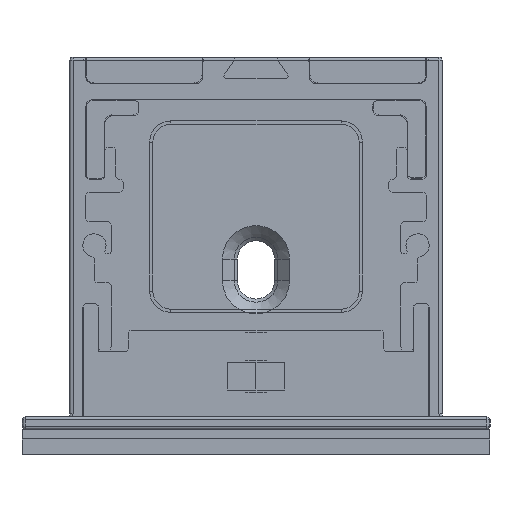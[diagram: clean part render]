
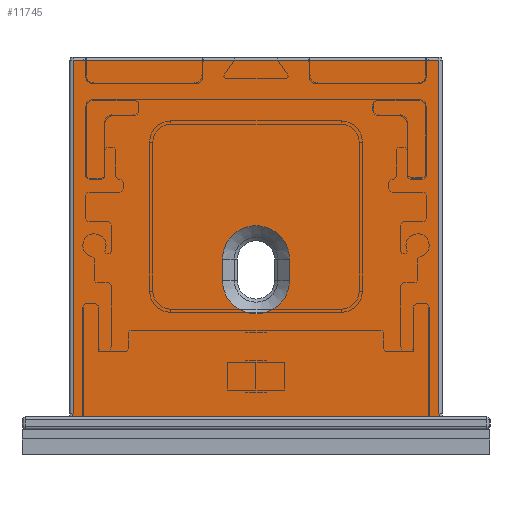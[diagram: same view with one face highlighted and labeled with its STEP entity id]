
A CAD part, front view. The second image highlights one B-rep face of the part: STEP entity #11745.
In plain terms, the highlighted planar face has unit normal (0, -1, 0).
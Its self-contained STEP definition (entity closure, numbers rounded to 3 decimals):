
#131=FACE_BOUND('',#1404,.T.);
#260=PLANE('',#12758);
#713=FACE_OUTER_BOUND('',#1403,.T.);
#1403=EDGE_LOOP('',(#9181,#9182,#9183,#9184,#9185,#9186));
#1404=EDGE_LOOP('',(#9187,#9188,#9189,#9190));
#2275=LINE('',#19111,#3371);
#2276=LINE('',#19120,#3372);
#2279=LINE('',#19127,#3375);
#2295=LINE('',#19174,#3391);
#2299=LINE('',#19184,#3395);
#2302=LINE('',#19191,#3398);
#3371=VECTOR('',#15052,10.);
#3372=VECTOR('',#15063,10.);
#3375=VECTOR('',#15070,10.);
#3391=VECTOR('',#15112,10.);
#3395=VECTOR('',#15122,10.);
#3398=VECTOR('',#15131,10.);
#4266=CIRCLE('',#12729,0.6);
#4272=CIRCLE('',#12740,0.6);
#4277=CIRCLE('',#12752,3.15);
#4278=CIRCLE('',#12755,3.15);
#5216=VERTEX_POINT('',#19087);
#5218=VERTEX_POINT('',#19096);
#5221=VERTEX_POINT('',#19101);
#5224=VERTEX_POINT('',#19116);
#5225=VERTEX_POINT('',#19123);
#5227=VERTEX_POINT('',#19129);
#5239=VERTEX_POINT('',#19176);
#5240=VERTEX_POINT('',#19178);
#5241=VERTEX_POINT('',#19182);
#5242=VERTEX_POINT('',#19187);
#6604=EDGE_CURVE('',#5221,#5218,#4266,.T.);
#6606=EDGE_CURVE('',#5218,#5216,#2275,.T.);
#6610=EDGE_CURVE('',#5216,#5224,#2276,.T.);
#6614=EDGE_CURVE('',#5224,#5225,#2279,.T.);
#6617=EDGE_CURVE('',#5225,#5227,#4272,.T.);
#6637=EDGE_CURVE('',#5227,#5221,#2295,.T.);
#6639=EDGE_CURVE('',#5239,#5240,#4277,.T.);
#6642=EDGE_CURVE('',#5241,#5239,#2299,.T.);
#6645=EDGE_CURVE('',#5242,#5241,#4278,.T.);
#6646=EDGE_CURVE('',#5240,#5242,#2302,.T.);
#9181=ORIENTED_EDGE('',*,*,#6604,.F.);
#9182=ORIENTED_EDGE('',*,*,#6637,.F.);
#9183=ORIENTED_EDGE('',*,*,#6617,.F.);
#9184=ORIENTED_EDGE('',*,*,#6614,.F.);
#9185=ORIENTED_EDGE('',*,*,#6610,.F.);
#9186=ORIENTED_EDGE('',*,*,#6606,.F.);
#9187=ORIENTED_EDGE('',*,*,#6639,.F.);
#9188=ORIENTED_EDGE('',*,*,#6642,.F.);
#9189=ORIENTED_EDGE('',*,*,#6645,.F.);
#9190=ORIENTED_EDGE('',*,*,#6646,.F.);
#11745=ADVANCED_FACE('',(#713,#131),#260,.F.);
#12729=AXIS2_PLACEMENT_3D('',#19108,#15047,#15048);
#12740=AXIS2_PLACEMENT_3D('',#19138,#15075,#15076);
#12752=AXIS2_PLACEMENT_3D('',#19179,#15116,#15117);
#12755=AXIS2_PLACEMENT_3D('',#19189,#15127,#15128);
#12758=AXIS2_PLACEMENT_3D('',#19193,#15134,#15135);
#15047=DIRECTION('center_axis',(0.,-1.,0.));
#15048=DIRECTION('ref_axis',(0.707,0.,-0.707));
#15052=DIRECTION('',(0.,0.,1.));
#15063=DIRECTION('',(1.,0.,0.));
#15070=DIRECTION('',(0.,0.,-1.));
#15075=DIRECTION('center_axis',(0.,-1.,0.));
#15076=DIRECTION('ref_axis',(-0.707,0.,-0.707));
#15112=DIRECTION('',(-1.,0.,0.));
#15116=DIRECTION('center_axis',(0.,-1.,0.));
#15117=DIRECTION('ref_axis',(-1.,0.,0.));
#15122=DIRECTION('',(0.,0.,1.));
#15127=DIRECTION('center_axis',(0.,-1.,0.));
#15128=DIRECTION('ref_axis',(1.,0.,0.));
#15131=DIRECTION('',(0.,0.,-1.));
#15134=DIRECTION('center_axis',(0.,1.,0.));
#15135=DIRECTION('ref_axis',(0.,0.,
1.));
#19087=CARTESIAN_POINT('',(-17.2,-579.3,-0.3));
#19096=CARTESIAN_POINT('',(-17.2,-579.3,-33.5));
#19101=CARTESIAN_POINT('',(-17.28,-579.3,-33.8));
#19108=CARTESIAN_POINT('Origin',(-17.8,-579.3,-33.5));
#19111=CARTESIAN_POINT('',(-17.2,-579.3,-26.25));
#19116=CARTESIAN_POINT('',(17.2,-579.3,-0.3));
#19120=CARTESIAN_POINT('',(-8.75,-579.3,-0.3));
#19123=CARTESIAN_POINT('',(17.2,-579.3,-33.5));
#19127=CARTESIAN_POINT('',(17.2,-579.3,-8.75));
#19129=CARTESIAN_POINT('',(17.28,-579.3,-33.8));
#19138=CARTESIAN_POINT('Origin',(17.8,-579.3,-33.5));
#19174=CARTESIAN_POINT('',(8.15,-579.3,-33.8));
#19176=CARTESIAN_POINT('',(3.15,-579.3,-19.));
#19178=CARTESIAN_POINT('',(-3.15,-579.3,-19.));
#19179=CARTESIAN_POINT('Origin',(0.,-579.3,
-19.));
#19182=CARTESIAN_POINT('',(3.15,-579.3,-21.));
#19184=CARTESIAN_POINT('',(3.15,-579.3,-19.25));
#19187=CARTESIAN_POINT('',(-3.15,-579.3,-21.));
#19189=CARTESIAN_POINT('Origin',(0.,-579.3,
-21.));
#19191=CARTESIAN_POINT('',(-3.15,-579.3,-18.25));
#19193=CARTESIAN_POINT('Origin',(0.,-579.3,
-17.5));
